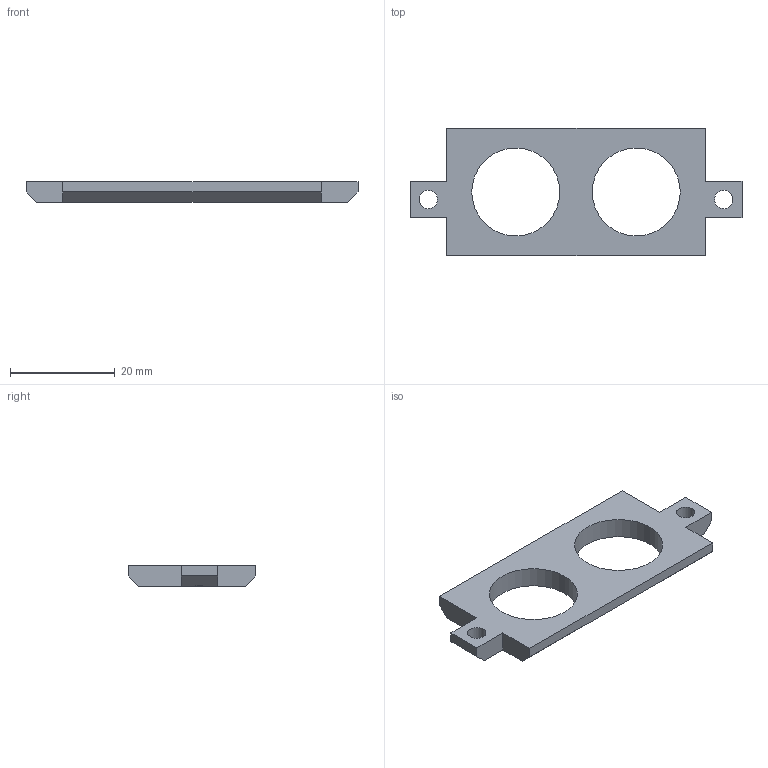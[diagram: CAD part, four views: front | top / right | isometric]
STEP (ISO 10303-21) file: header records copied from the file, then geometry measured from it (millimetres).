
FILE_DESCRIPTION(/* description */ (''),/* implementation_level */ '2;1');
FILE_NAME(/* name */ 'ODM_FRONT_SERVO.stp',/* time_stamp */ '2024-10-19T10:57:21-05:00',/* author */ ('yulio'),/* organization */ (''),/* preprocessor_version */ 'ST-DEVELOPER v20',/* originating_system */ 'Autodesk Inventor 2024',/* authorisation */ '');
FILE_SCHEMA (('AUTOMOTIVE_DESIGN { 1 0 10303 214 3 1 1 }'));
Length unit declared in the file: millimetre
Products named in the file (1): sujetadorSensor1
Bounding box: 63.4 x 24.4 x 4 mm (x, y, z)
Volume: 3137.6 mm3; surface area: 2745.1 mm2
Topology: 1 solids, 1 shells, 22 faces, 66 edges, 44 vertices
Faces by surface type: plane 18, cylinder 4
Full cylindrical faces by diameter (mm): 3.5 x2, 16.8 x2
Entity records: 801 total; most frequent: CARTESIAN_POINT 133, ORIENTED_EDGE 132, DIRECTION 124, EDGE_CURVE 66, LINE 54, VECTOR 54, VERTEX_POINT 44, AXIS2_PLACEMENT_3D 35
